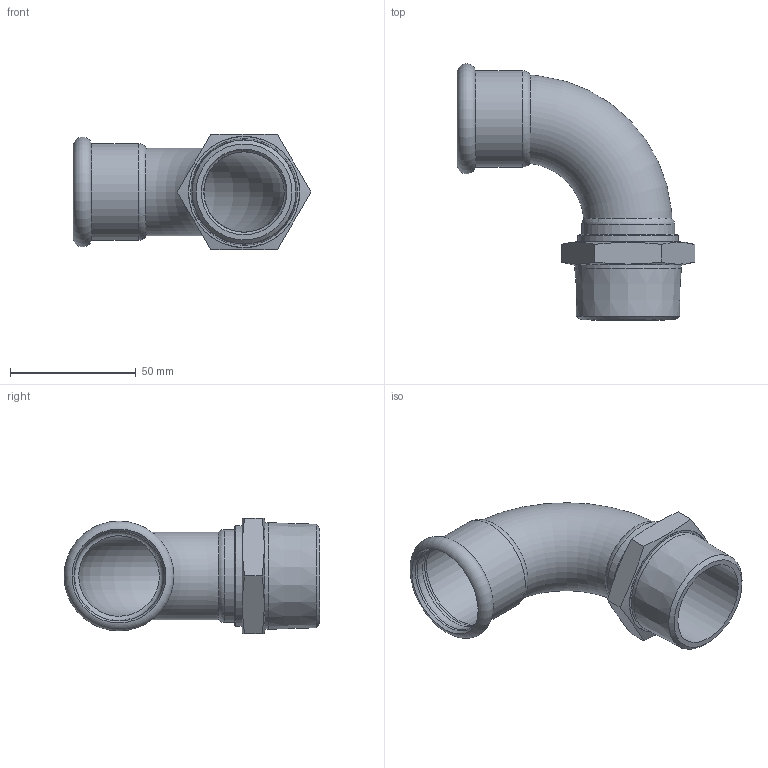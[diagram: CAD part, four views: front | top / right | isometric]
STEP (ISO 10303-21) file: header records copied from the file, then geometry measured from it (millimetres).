
FILE_DESCRIPTION(/* description */ ('Curva 90° MF 1"1/4x35 Steel'),/* implementation_level */ '2;1');
FILE_NAME(/* name */ '397114035_Steelpres.stp',/* time_stamp */ '2022-10-21T14:29:37+02:00',/* author */ ('Vault'),/* organization */ ('Raccorderie metalliche s.p.a. '),/* preprocessor_version */ 'ST-DEVELOPER v18.1',/* originating_system */ 'Autodesk Inventor 2020',/* authorisation */ 'Raccorderie metalliche s.p.a. ');
FILE_SCHEMA (('AUTOMOTIVE_DESIGN { 1 0 10303 214 3 1 1 }'));
Length unit declared in the file: millimetre
Products named in the file (1): 397114035_Steelpres
Bounding box: 94.56 x 101.84 x 46 mm (x, y, z)
Volume: 36733.8 mm3; surface area: 31317 mm2
Topology: 1 solids, 1 shells, 37 faces, 116 edges, 83 vertices
Faces by surface type: torus 10, plane 10, cone 9, cylinder 8
Full cylindrical faces by diameter (mm): 34 x1, 35.4 x1, 35.8 x2, 37 x1, 38.4 x1, 40 x1, 42.4 x1
Entity records: 1534 total; most frequent: CARTESIAN_POINT 435, DIRECTION 236, ORIENTED_EDGE 232, EDGE_CURVE 116, AXIS2_PLACEMENT_3D 107, VERTEX_POINT 83, CIRCLE 69, EDGE_LOOP 41
